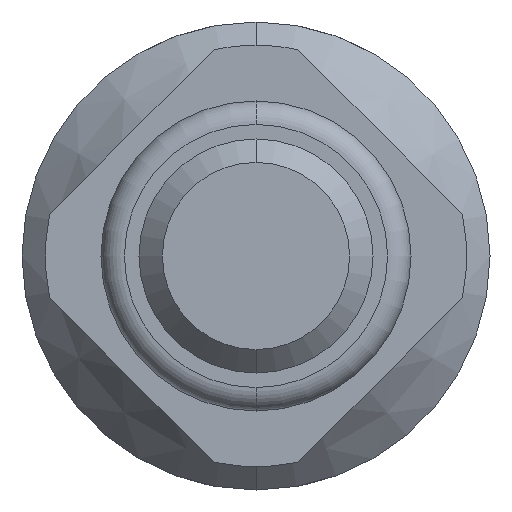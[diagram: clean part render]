
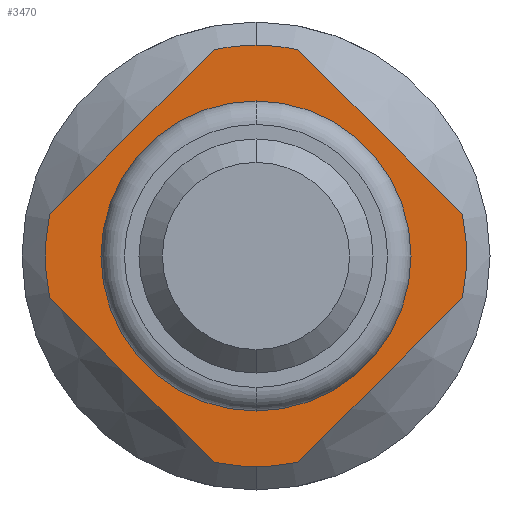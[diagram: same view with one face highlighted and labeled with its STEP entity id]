
A CAD part, front view. The second image highlights one B-rep face of the part: STEP entity #3470.
In plain terms, the highlighted planar face has unit normal (0, -1, 0).
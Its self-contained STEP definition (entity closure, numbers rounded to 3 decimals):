
#10 = LINE ( 'NONE', #600, #1562 ) ;
#57 = AXIS2_PLACEMENT_3D ( 'NONE', #2328, #3477, #2913 ) ;
#62 = CARTESIAN_POINT ( 'NONE',  ( 1.8, -2., 0. ) ) ;
#122 = VECTOR ( 'NONE', #2718, 1000. ) ;
#150 = DIRECTION ( 'NONE',  ( 0., 1., 0. ) ) ;
#163 = DIRECTION ( 'NONE',  ( 0., 0., 1. ) ) ;
#198 = VERTEX_POINT ( 'NONE', #1275 ) ;
#318 = DIRECTION ( 'NONE',  ( -0.707, 0., 0.707 ) ) ;
#413 = FACE_BOUND ( 'NONE', #2274, .T. ) ;
#499 = LINE ( 'NONE', #2816, #1453 ) ;
#580 = CARTESIAN_POINT ( 'NONE',  ( 0., -2., 0. ) ) ;
#600 = CARTESIAN_POINT ( 'NONE',  ( -0.161, -2., -1.961 ) ) ;
#631 = VERTEX_POINT ( 'NONE', #2716 ) ;
#648 = PLANE ( 'NONE',  #2191 ) ;
#673 = CARTESIAN_POINT ( 'NONE',  ( -1.764, -2., -0.357 ) ) ;
#756 = VERTEX_POINT ( 'NONE', #1609 ) ;
#778 = AXIS2_PLACEMENT_3D ( 'NONE', #3350, #3227, #163 ) ;
#837 = CARTESIAN_POINT ( 'NONE',  ( 1.764, -2., 0.357 ) ) ;
#844 = LINE ( 'NONE', #2314, #3331 ) ;
#865 = VERTEX_POINT ( 'NONE', #673 ) ;
#877 = VERTEX_POINT ( 'NONE', #2300 ) ;
#988 = DIRECTION ( 'NONE',  ( 0., 1., 0. ) ) ;
#1001 = EDGE_CURVE ( 'Defeature ausgef�hrt2_16+Defeature ausgef�hrt2_0+Defeature ausgef�hrt2_4+Defeature ausgef�hrt2_3', #756, #865, #10, .T. ) ;
#1087 = ORIENTED_EDGE ( 'NONE', *, *, #2016, .F. ) ;
#1232 = DIRECTION ( 'NONE',  ( 0., 0., 1. ) ) ;
#1267 = CIRCLE ( 'NONE', #778, 1.8 ) ;
#1275 = CARTESIAN_POINT ( 'NONE',  ( 1.764, -2., -0.357 ) ) ;
#1295 = DIRECTION ( 'NONE',  ( 0., 0., 1. ) ) ;
#1313 = ORIENTED_EDGE ( 'NONE', *, *, #2636, .F. ) ;
#1330 = DIRECTION ( 'NONE',  ( 0., 0., 1. ) ) ;
#1367 = DIRECTION ( 'NONE',  ( -0.707, 0., -0.707 ) ) ;
#1399 = ORIENTED_EDGE ( 'NONE', *, *, #2675, .T. ) ;
#1453 = VECTOR ( 'NONE', #1367, 1000. ) ;
#1461 = CARTESIAN_POINT ( 'NONE',  ( 0., -2., 0. ) ) ;
#1475 = DIRECTION ( 'NONE',  ( 0., 0., 1. ) ) ;
#1518 = DIRECTION ( 'NONE',  ( 0., 0., 1. ) ) ;
#1562 = VECTOR ( 'NONE', #318, 1000. ) ;
#1609 = CARTESIAN_POINT ( 'NONE',  ( -0.357, -2., -1.764 ) ) ;
#1691 = CIRCLE ( 'NONE', #2730, 1.325 ) ;
#1696 = VERTEX_POINT ( 'NONE', #2379 ) ;
#1733 = DIRECTION ( 'NONE',  ( 0.707, 0., 0.707 ) ) ;
#1788 = CARTESIAN_POINT ( 'NONE',  ( 0., -2., 1.8 ) ) ;
#1846 = CARTESIAN_POINT ( 'NONE',  ( 1.961, -2., 0.161 ) ) ;
#1851 = FACE_OUTER_BOUND ( 'NONE', #2862, .T. ) ;
#1878 = AXIS2_PLACEMENT_3D ( 'NONE', #1461, #2615, #1518 ) ;
#1948 = ORIENTED_EDGE ( 'NONE', *, *, #3705, .F. ) ;
#2016 = EDGE_CURVE ( 'Defeature ausgef�hrt2_4+Defeature ausgef�hrt2_0+Defeature ausgef�hrt2_15+Defeature ausgef�hrt2_16', #2381, #756, #2060, .T. ) ;
#2029 = DIRECTION ( 'NONE',  ( 0., 1., 0. ) ) ;
#2044 = ORIENTED_EDGE ( 'NONE', *, *, #2811, .F. ) ;
#2054 = CARTESIAN_POINT ( 'NONE',  ( -1.764, -2., 0.357 ) ) ;
#2060 = CIRCLE ( 'NONE', #1878, 1.8 ) ;
#2190 = CIRCLE ( 'NONE', #57, 1.325 ) ;
#2191 = AXIS2_PLACEMENT_3D ( 'NONE', #62, #2444, #1295 ) ;
#2274 = EDGE_LOOP ( 'NONE', ( #1399, #2499 ) ) ;
#2275 = DIRECTION ( 'NONE',  ( 0., 0., 1. ) ) ;
#2300 = CARTESIAN_POINT ( 'NONE',  ( 0.357, -2., 1.764 ) ) ;
#2314 = CARTESIAN_POINT ( 'NONE',  ( -0.161, -2., 1.961 ) ) ;
#2328 = CARTESIAN_POINT ( 'NONE',  ( 0., -2., 0. ) ) ;
#2379 = CARTESIAN_POINT ( 'NONE',  ( 0., -2., 1.325 ) ) ;
#2381 = VERTEX_POINT ( 'NONE', #3117 ) ;
#2444 = DIRECTION ( 'NONE',  ( 0., 1., 0. ) ) ;
#2458 = EDGE_CURVE ( 'Defeature ausgef�hrt2_15+Defeature ausgef�hrt2_0+Defeature ausgef�hrt2_1+Defeature ausgef�hrt2_4', #198, #2381, #499, .T. ) ;
#2492 = AXIS2_PLACEMENT_3D ( 'NONE', #2556, #3702, #2275 ) ;
#2493 = AXIS2_PLACEMENT_3D ( 'NONE', #2550, #150, #1330 ) ;
#2499 = ORIENTED_EDGE ( 'NONE', *, *, #3333, .T. ) ;
#2550 = CARTESIAN_POINT ( 'NONE',  ( 0., -2., 0. ) ) ;
#2556 = CARTESIAN_POINT ( 'NONE',  ( 0., -2., 0. ) ) ;
#2595 = VERTEX_POINT ( 'NONE', #2054 ) ;
#2602 = CIRCLE ( 'NONE', #3091, 1.8 ) ;
#2607 = CARTESIAN_POINT ( 'NONE',  ( 0., -2., -1.325 ) ) ;
#2611 = VERTEX_POINT ( 'NONE', #1788 ) ;
#2613 = ORIENTED_EDGE ( 'NONE', *, *, #3222, .F. ) ;
#2615 = DIRECTION ( 'NONE',  ( 0., 1., 0. ) ) ;
#2636 = EDGE_CURVE ( 'Defeature ausgef�hrt2_18+Defeature ausgef�hrt2_0+Defeature ausgef�hrt2_2+Defeature ausgef�hrt2_1', #877, #3627, #2698, .T. ) ;
#2675 = EDGE_CURVE ( 'Defeature ausgef�hrt2_0+Defeature ausgef�hrt2_12+Defeature ausgef�hrt2_12+Defeature ausgef�hrt2_12', #1696, #3328, #1691, .T. ) ;
#2698 = LINE ( 'NONE', #1846, #122 ) ;
#2716 = CARTESIAN_POINT ( 'NONE',  ( -0.357, -2., 1.764 ) ) ;
#2718 = DIRECTION ( 'NONE',  ( 0.707, 0., -0.707 ) ) ;
#2730 = AXIS2_PLACEMENT_3D ( 'NONE', #2807, #988, #1232 ) ;
#2807 = CARTESIAN_POINT ( 'NONE',  ( 0., -2., 0. ) ) ;
#2811 = EDGE_CURVE ( 'Defeature ausgef�hrt2_3+Defeature ausgef�hrt2_0+Defeature ausgef�hrt2_16+Defeature ausgef�hrt2_17', #865, #2595, #2602, .T. ) ;
#2816 = CARTESIAN_POINT ( 'NONE',  ( 1.961, -2., -0.161 ) ) ;
#2843 = CIRCLE ( 'NONE', #2493, 1.8 ) ;
#2862 = EDGE_LOOP ( 'NONE', ( #1313, #1948, #3104, #2613, #2044, #3293, #1087, #3220, #2995 ) ) ;
#2913 = DIRECTION ( 'NONE',  ( 0., 0., 1. ) ) ;
#2995 = ORIENTED_EDGE ( 'NONE', *, *, #3527, .F. ) ;
#3091 = AXIS2_PLACEMENT_3D ( 'NONE', #580, #2029, #1475 ) ;
#3104 = ORIENTED_EDGE ( 'NONE', *, *, #3106, .F. ) ;
#3106 = EDGE_CURVE ( 'Defeature ausgef�hrt2_2+Defeature ausgef�hrt2_0+Defeature ausgef�hrt2_17+Defeature ausgef�hrt2_18', #631, #2611, #3518, .T. ) ;
#3117 = CARTESIAN_POINT ( 'NONE',  ( 0.357, -2., -1.764 ) ) ;
#3220 = ORIENTED_EDGE ( 'NONE', *, *, #2458, .F. ) ;
#3222 = EDGE_CURVE ( 'Defeature ausgef�hrt2_17+Defeature ausgef�hrt2_0+Defeature ausgef�hrt2_3+Defeature ausgef�hrt2_2', #2595, #631, #844, .T. ) ;
#3227 = DIRECTION ( 'NONE',  ( 0., 1., 0. ) ) ;
#3293 = ORIENTED_EDGE ( 'NONE', *, *, #1001, .F. ) ;
#3328 = VERTEX_POINT ( 'NONE', #2607 ) ;
#3331 = VECTOR ( 'NONE', #1733, 1000. ) ;
#3333 = EDGE_CURVE ( 'Defeature ausgef�hrt2_0+Defeature ausgef�hrt2_12+Defeature ausgef�hrt2_12+Defeature ausgef�hrt2_12', #3328, #1696, #2190, .T. ) ;
#3350 = CARTESIAN_POINT ( 'NONE',  ( 0., -2., 0. ) ) ;
#3470 = ADVANCED_FACE ( 'Defeature ausgef�hrt2_0', ( #413, #1851 ), #648, .F. ) ;
#3477 = DIRECTION ( 'NONE',  ( 0., 1., 0. ) ) ;
#3518 = CIRCLE ( 'NONE', #2492, 1.8 ) ;
#3527 = EDGE_CURVE ( 'Defeature ausgef�hrt2_1+Defeature ausgef�hrt2_0+Defeature ausgef�hrt2_18+Defeature ausgef�hrt2_15', #3627, #198, #2843, .T. ) ;
#3627 = VERTEX_POINT ( 'NONE', #837 ) ;
#3702 = DIRECTION ( 'NONE',  ( 0., 1., 0. ) ) ;
#3705 = EDGE_CURVE ( 'Defeature ausgef�hrt2_2+Defeature ausgef�hrt2_0+Defeature ausgef�hrt2_17+Defeature ausgef�hrt2_18', #2611, #877, #1267, .T. ) ;
